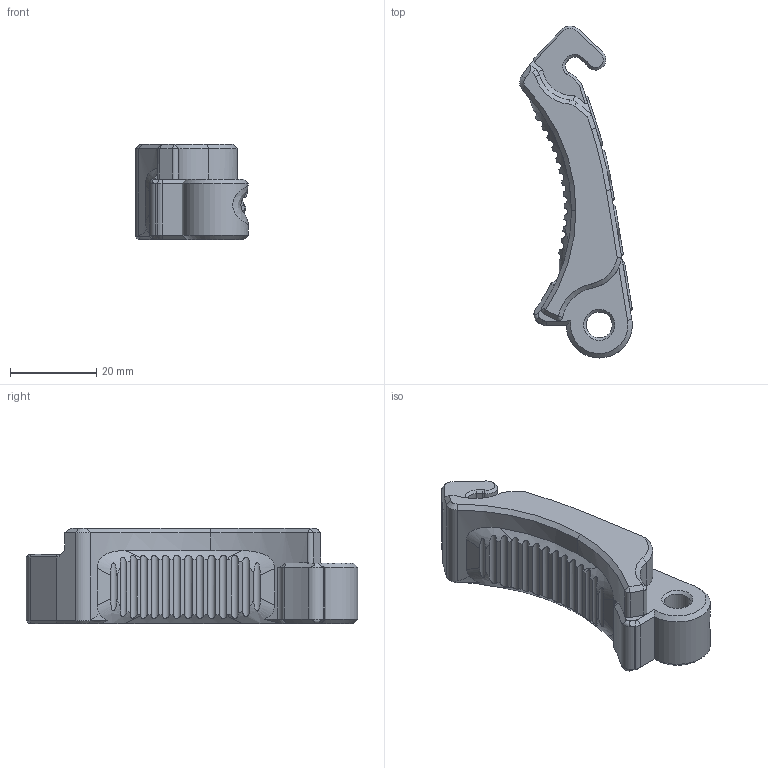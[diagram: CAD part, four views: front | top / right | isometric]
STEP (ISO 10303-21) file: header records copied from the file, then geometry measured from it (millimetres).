
FILE_DESCRIPTION(/* description */ (''),/* implementation_level */ '2;1');
FILE_NAME(/* name */ 'PitClamp Mini - Base - Folding - Rear.step',/* time_stamp */ '2024-08-17T23:04:46-04:00',/* author */ (''),/* organization */ (''),/* preprocessor_version */ 'ST-DEVELOPER v20',/* originating_system */ 'Autodesk Translation Framework v13.14.0.145',/* authorisation */ '');
FILE_SCHEMA (('AUTOMOTIVE_DESIGN { 1 0 10303 214 3 1 1 }'));
Length unit declared in the file: millimetre
Products named in the file (1): PitClamp Mini - Base - Folding - Rear
Bounding box: 26.11 x 76.84 x 22 mm (x, y, z)
Volume: 18252.9 mm3; surface area: 6065.1 mm2
Topology: 1 solids, 1 shells, 257 faces, 649 edges, 391 vertices
Faces by surface type: bspline 85, cylinder 62, plane 58, cone 50, torus 2
Full cylindrical faces by diameter (mm): 6 x1, 7.2 x1
Entity records: 11596 total; most frequent: CARTESIAN_POINT 6018, ORIENTED_EDGE 1290, DIRECTION 928, EDGE_CURVE 645, VERTEX_POINT 391, AXIS2_PLACEMENT_3D 325, LINE 278, VECTOR 278
